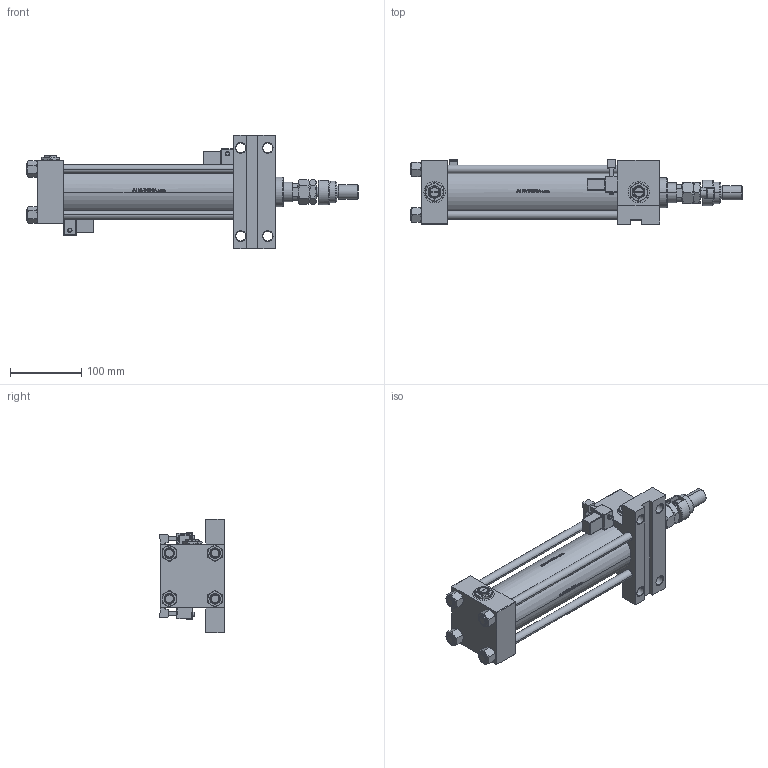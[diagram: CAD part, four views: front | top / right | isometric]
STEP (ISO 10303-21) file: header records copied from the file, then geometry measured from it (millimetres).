
FILE_DESCRIPTION (( 'STEP AP203' ), '1' );
FILE_NAME ('0a6f.STEP', '2024-11-14T12:02:10', ( '' ), ( '' ), 'SwSTEP 2.0', 'SolidWorks 2019', '' );
FILE_SCHEMA (( 'CONFIG_CONTROL_DESIGN' ));
Length unit declared in the file: millimetre
Products named in the file (11): Zatka_pro_OIL_PORT 13196a347e50db8346cc58daf7a2fe89; V215CR_F_TYCINKA 13196a347e50db8346cc58daf7a2fe89; V215_VC_A 13196a347e50db8346cc58daf7a2fe89; FEMALE_PART_FOR_DFA 13196a347e50db8346cc58daf7a2fe89; 0a6f; V215CR_MSU 13196a347e50db8346cc58daf7a2fe89; NUT_M5_F 13196a347e50db8346cc58daf7a2fe89; V215CR_F_Body 13196a347e50db8346cc58daf7a2fe89; DFA 13196a347e50db8346cc58daf7a2fe89; V215CR_VCP_F 13196a347e50db8346cc58daf7a2fe89; MFA 13196a347e50db8346cc58daf7a2fe89
Assembly tree (18 placements, depth 3):
  0a6f
    V215CR_F_Body 13196a347e50db8346cc58daf7a2fe89
    V215CR_VCP_F 13196a347e50db8346cc58daf7a2fe89
    V215CR_F_TYCINKA 13196a347e50db8346cc58daf7a2fe89  x4
    NUT_M5_F 13196a347e50db8346cc58daf7a2fe89  x4
    V215_VC_A 13196a347e50db8346cc58daf7a2fe89
    DFA 13196a347e50db8346cc58daf7a2fe89
      FEMALE_PART_FOR_DFA 13196a347e50db8346cc58daf7a2fe89
      MFA 13196a347e50db8346cc58daf7a2fe89
    V215CR_MSU 13196a347e50db8346cc58daf7a2fe89  x2
    Zatka_pro_OIL_PORT 13196a347e50db8346cc58daf7a2fe89  x2
Bounding box: 467 x 90.53 x 160 mm (x, y, z)
Volume: 1416688.3 mm3; surface area: 341887.6 mm2
Topology: 17 solids, 17 shells, 1442 faces, 3499 edges, 2199 vertices
Faces by surface type: plane 571, bspline 380, cone 234, cylinder 209, torus 24, sphere 24
Entity records: 54661 total; most frequent: CARTESIAN_POINT 27614, ORIENTED_EDGE 5916, DIRECTION 4121, EDGE_CURVE 2958, VERTEX_POINT 1901, VECTOR 1483, LINE 1483, EDGE_LOOP 1353
